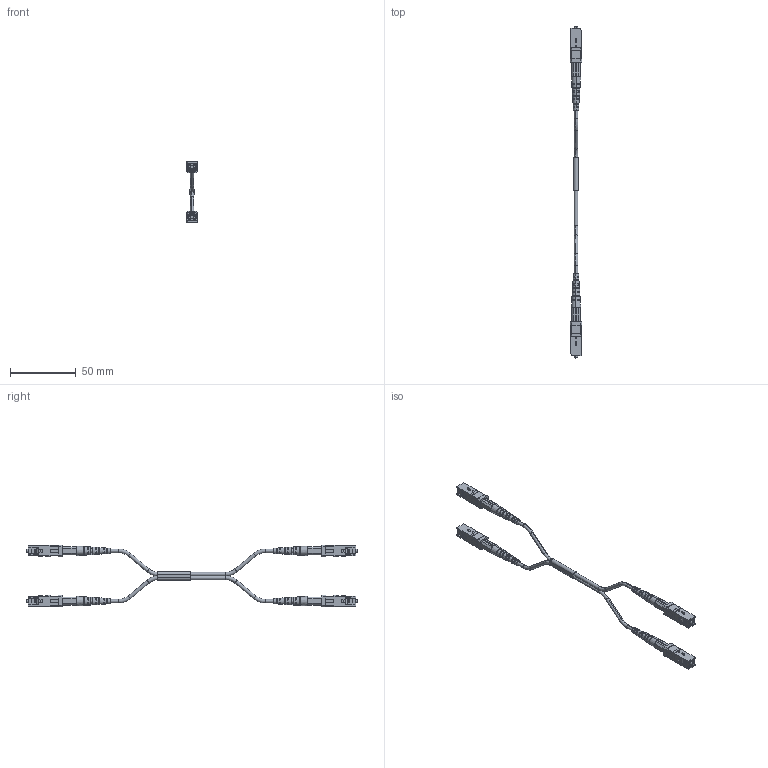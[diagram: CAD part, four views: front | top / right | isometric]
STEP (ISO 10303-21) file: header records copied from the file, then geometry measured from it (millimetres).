
FILE_DESCRIPTION (( 'STEP AP203' ), '1' );
FILE_NAME ('MCSC-SC-01.STEP', '2006-07-20T16:31:01', ( 'L-COM' ), ( 'L-COM' ), 'SwSTEP 2.0', 'SolidWorks 2006004', '' );
FILE_SCHEMA (( 'CONFIG_CONTROL_DESIGN' ));
Length unit declared in the file: inch
Products named in the file (8): N602-INS-ZC-62PFD; FOC-101BA; MCSC-SC-01-MA1; MCSC-SC-01; FOC-101BA MA2; FOC-101BA MA1; FOC-101BA MA4; FOC-101BA MA3
Assembly tree (10 placements, depth 3):
  MCSC-SC-01
    FOC-101BA  x4
      FOC-101BA MA3
      FOC-101BA MA2
      FOC-101BA MA1
      FOC-101BA MA4
    MCSC-SC-01-MA1
    N602-INS-ZC-62PFD
Bounding box: 8.89 x 252.74 x 47.19 mm (x, y, z)
Volume: 9132.4 mm3; surface area: 19472.4 mm2
Topology: 18 solids, 18 shells, 1129 faces, 3251 edges, 2122 vertices
Faces by surface type: plane 962, cylinder 119, cone 24, torus 24
Entity records: 11496 total; most frequent: CARTESIAN_POINT 2215, ORIENTED_EDGE 1780, DIRECTION 1708, EDGE_CURVE 890, VECTOR 606, LINE 606, VERTEX_POINT 574, AXIS2_PLACEMENT_3D 551
